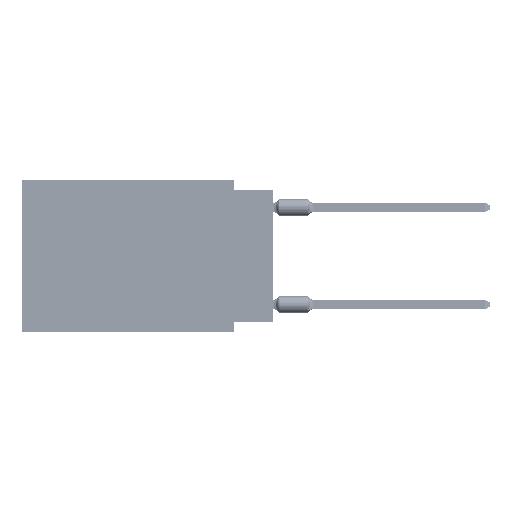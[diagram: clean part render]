
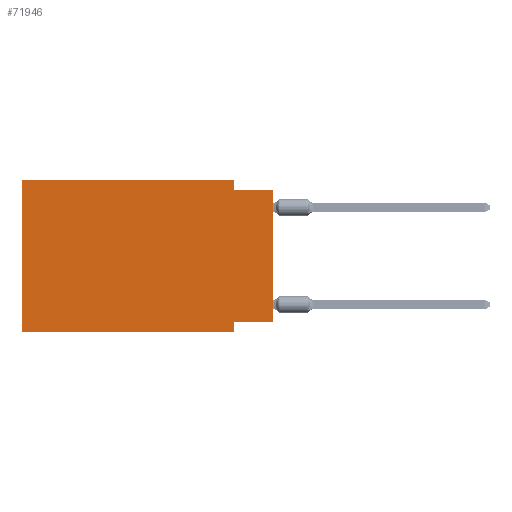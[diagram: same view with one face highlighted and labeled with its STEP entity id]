
A CAD part, left-side view. The second image highlights one B-rep face of the part: STEP entity #71946.
In plain terms, the highlighted planar face has unit normal (-1, 0, 0).
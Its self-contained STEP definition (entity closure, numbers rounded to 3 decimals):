
#141 = ORIENTED_EDGE ( 'NONE', *, *, #29231, .F. ) ;
#330 = CARTESIAN_POINT ( 'NONE',  ( 0., 2.54, 0. ) ) ;
#2445 = LINE ( 'NONE', #54323, #23217 ) ;
#2801 = DIRECTION ( 'NONE',  ( 0., -1., 0. ) ) ;
#3626 = VECTOR ( 'NONE', #29237, 1000. ) ;
#6607 = CARTESIAN_POINT ( 'NONE',  ( 0., 0., -9.271 ) ) ;
#6886 = VERTEX_POINT ( 'NONE', #52777 ) ;
#8308 = DIRECTION ( 'NONE',  ( 0., -1., 0. ) ) ;
#8473 = PLANE ( 'NONE',  #21140 ) ;
#9023 = DIRECTION ( 'NONE',  ( 0., 0., 1. ) ) ;
#9403 = VERTEX_POINT ( 'NONE', #28371 ) ;
#13252 = EDGE_CURVE ( 'NONE', #56477, #19230, #43451, .T. ) ;
#13978 = VERTEX_POINT ( 'NONE', #57720 ) ;
#14962 = CARTESIAN_POINT ( 'NONE',  ( 0., 0., -0.635 ) ) ;
#14998 = EDGE_CURVE ( 'NONE', #38859, #9403, #48752, .T. ) ;
#17380 = EDGE_CURVE ( 'NONE', #53457, #9403, #2445, .T. ) ;
#18291 = CARTESIAN_POINT ( 'NONE',  ( 0., 2.54, -9.271 ) ) ;
#18993 = VECTOR ( 'NONE', #8308, 1000. ) ;
#19206 = ORIENTED_EDGE ( 'NONE', *, *, #51703, .F. ) ;
#19230 = VERTEX_POINT ( 'NONE', #14962 ) ;
#21140 = AXIS2_PLACEMENT_3D ( 'NONE', #31089, #47056, #64085 ) ;
#21919 = CARTESIAN_POINT ( 'NONE',  ( 0., 0., -9.271 ) ) ;
#23217 = VECTOR ( 'NONE', #2801, 1000. ) ;
#25203 = EDGE_CURVE ( 'NONE', #6886, #13978, #53513, .T. ) ;
#25299 = VECTOR ( 'NONE', #44653, 1000. ) ;
#26171 = CARTESIAN_POINT ( 'NONE',  ( 0., 2.54, -9.906 ) ) ;
#26283 = VECTOR ( 'NONE', #9023, 1000. ) ;
#26310 = VECTOR ( 'NONE', #43075, 1000. ) ;
#27339 = DIRECTION ( 'NONE',  ( 0., 0., 1. ) ) ;
#28371 = CARTESIAN_POINT ( 'NONE',  ( 0., 2.54, -9.906 ) ) ;
#29231 = EDGE_CURVE ( 'NONE', #53457, #6886, #31649, .T. ) ;
#29237 = DIRECTION ( 'NONE',  ( 0., 1., 0. ) ) ;
#30026 = VECTOR ( 'NONE', #61871, 1000. ) ;
#31089 = CARTESIAN_POINT ( 'NONE',  ( 0., 16.383, 0. ) ) ;
#31413 = ORIENTED_EDGE ( 'NONE', *, *, #66528, .F. ) ;
#31649 = LINE ( 'NONE', #53498, #26283 ) ;
#36686 = ORIENTED_EDGE ( 'NONE', *, *, #45051, .T. ) ;
#38859 = VERTEX_POINT ( 'NONE', #18291 ) ;
#39295 = LINE ( 'NONE', #330, #30026 ) ;
#39694 = EDGE_LOOP ( 'NONE', ( #36686, #58399, #31413, #47869, #141, #59998, #55357, #19206 ) ) ;
#41512 = FACE_OUTER_BOUND ( 'NONE', #39694, .T. ) ;
#43075 = DIRECTION ( 'NONE',  ( 0., -1., 0. ) ) ;
#43451 = LINE ( 'NONE', #49358, #26310 ) ;
#44653 = DIRECTION ( 'NONE',  ( 0., 0., -1. ) ) ;
#45051 = EDGE_CURVE ( 'NONE', #61323, #19230, #62858, .T. ) ;
#47056 = DIRECTION ( 'NONE',  ( 1., 0., 0. ) ) ;
#47815 = VECTOR ( 'NONE', #27339, 1000. ) ;
#47869 = ORIENTED_EDGE ( 'NONE', *, *, #25203, .F. ) ;
#48752 = LINE ( 'NONE', #26171, #25299 ) ;
#49358 = CARTESIAN_POINT ( 'NONE',  ( 0., 0., -0.635 ) ) ;
#50206 = CARTESIAN_POINT ( 'NONE',  ( 0., 16.383, -9.906 ) ) ;
#51703 = EDGE_CURVE ( 'NONE', #61323, #38859, #52549, .T. ) ;
#52549 = LINE ( 'NONE', #6607, #3626 ) ;
#52777 = CARTESIAN_POINT ( 'NONE',  ( 0., 16.383, 0. ) ) ;
#53457 = VERTEX_POINT ( 'NONE', #50206 ) ;
#53498 = CARTESIAN_POINT ( 'NONE',  ( 0., 16.383, 0. ) ) ;
#53513 = LINE ( 'NONE', #59085, #18993 ) ;
#54323 = CARTESIAN_POINT ( 'NONE',  ( 0., 16.383, -9.906 ) ) ;
#55357 = ORIENTED_EDGE ( 'NONE', *, *, #14998, .F. ) ;
#56477 = VERTEX_POINT ( 'NONE', #59721 ) ;
#57285 = CARTESIAN_POINT ( 'NONE',  ( 0., 0., 0. ) ) ;
#57720 = CARTESIAN_POINT ( 'NONE',  ( 0., 2.54, 0. ) ) ;
#58399 = ORIENTED_EDGE ( 'NONE', *, *, #13252, .F. ) ;
#59085 = CARTESIAN_POINT ( 'NONE',  ( 0., 16.383, 0. ) ) ;
#59721 = CARTESIAN_POINT ( 'NONE',  ( 0., 2.54, -0.635 ) ) ;
#59998 = ORIENTED_EDGE ( 'NONE', *, *, #17380, .T. ) ;
#61323 = VERTEX_POINT ( 'NONE', #21919 ) ;
#61871 = DIRECTION ( 'NONE',  ( 0., 0., -1. ) ) ;
#62858 = LINE ( 'NONE', #57285, #47815 ) ;
#64085 = DIRECTION ( 'NONE',  ( 0., 0., -1. ) ) ;
#66528 = EDGE_CURVE ( 'NONE', #13978, #56477, #39295, .T. ) ;
#71946 = ADVANCED_FACE ( 'NONE', ( #41512 ), #8473, .F. ) ;
